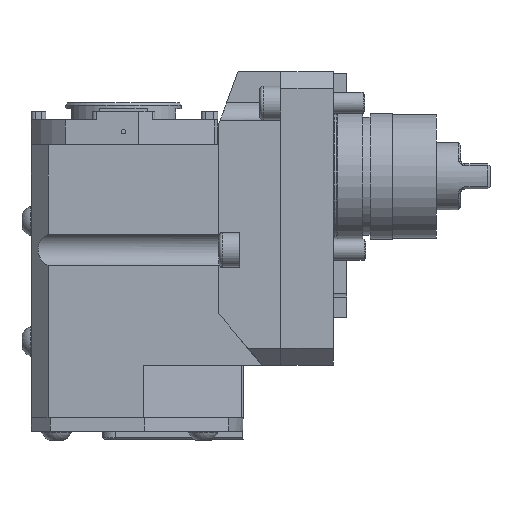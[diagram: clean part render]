
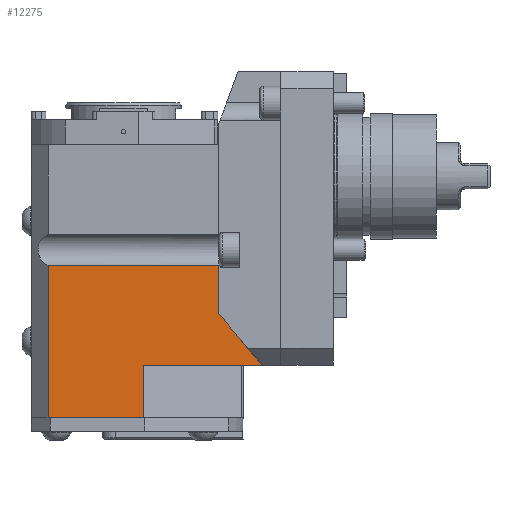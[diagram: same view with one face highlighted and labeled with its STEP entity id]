
A CAD part, left-side view. The second image highlights one B-rep face of the part: STEP entity #12275.
In plain terms, the highlighted planar face has unit normal (-1, 0, 0).
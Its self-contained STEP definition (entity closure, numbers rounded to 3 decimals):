
#669 = ORIENTED_EDGE ( 'NONE', *, *, #14056, .T. ) ;
#814 = VERTEX_POINT ( 'NONE', #13453 ) ;
#1763 = VERTEX_POINT ( 'NONE', #6837 ) ;
#2030 = VERTEX_POINT ( 'NONE', #8004 ) ;
#3814 = ORIENTED_EDGE ( 'NONE', *, *, #8268, .F. ) ;
#4152 = FACE_OUTER_BOUND ( 'NONE', #18798, .T. ) ;
#4390 = VECTOR ( 'NONE', #20015, 1000. ) ;
#4485 = CARTESIAN_POINT ( 'NONE',  ( -44., 144., -42.471 ) ) ;
#4623 = DIRECTION ( 'NONE',  ( 0., 1., 0. ) ) ;
#4730 = DIRECTION ( 'NONE',  ( 0., 1., 0. ) ) ;
#4812 = CARTESIAN_POINT ( 'NONE',  ( -44., 90.5, -90. ) ) ;
#5937 = VECTOR ( 'NONE', #24604, 1000. ) ;
#6106 = CARTESIAN_POINT ( 'NONE',  ( -44., 136., -115. ) ) ;
#6268 = DIRECTION ( 'NONE',  ( 0., 1., 0. ) ) ;
#6604 = LINE ( 'NONE', #19774, #18074 ) ;
#6837 = CARTESIAN_POINT ( 'NONE',  ( -44., 90.5, -115. ) ) ;
#7084 = ORIENTED_EDGE ( 'NONE', *, *, #24535, .T. ) ;
#7174 = CARTESIAN_POINT ( 'NONE',  ( -44., 136., -42.471 ) ) ;
#8004 = CARTESIAN_POINT ( 'NONE',  ( -44., 54.5, -65.5 ) ) ;
#8268 = EDGE_CURVE ( 'NONE', #22726, #13063, #13070, .T. ) ;
#8406 = CARTESIAN_POINT ( 'NONE',  ( -44., 135., -115. ) ) ;
#9678 = AXIS2_PLACEMENT_3D ( 'NONE', #15274, #19905, #21631 ) ;
#9738 = VECTOR ( 'NONE', #13028, 1000. ) ;
#10006 = LINE ( 'NONE', #4812, #4390 ) ;
#11111 = EDGE_CURVE ( 'NONE', #2030, #814, #24465, .T. ) ;
#11548 = VECTOR ( 'NONE', #4623, 1000. ) ;
#11964 = LINE ( 'NONE', #16157, #26386 ) ;
#12275 = ADVANCED_FACE ( 'Defeature completata1_15', ( #4152 ), #21782, .T. ) ;
#13028 = DIRECTION ( 'NONE',  ( 0., 0., 1. ) ) ;
#13063 = VERTEX_POINT ( 'NONE', #6106 ) ;
#13070 = LINE ( 'NONE', #28074, #20621 ) ;
#13345 = LINE ( 'NONE', #13628, #18758 ) ;
#13426 = EDGE_CURVE ( 'NONE', #2030, #27997, #19253, .T. ) ;
#13453 = CARTESIAN_POINT ( 'NONE',  ( -44., 33.942, -90. ) ) ;
#13628 = CARTESIAN_POINT ( 'NONE',  ( -44., 136., -115. ) ) ;
#14056 = EDGE_CURVE ( 'NONE', #27997, #20550, #28463, .T. ) ;
#15274 = CARTESIAN_POINT ( 'NONE',  ( -44., 54.5, -115. ) ) ;
#15463 = EDGE_CURVE ( 'NONE', #814, #17469, #11964, .T. ) ;
#16157 = CARTESIAN_POINT ( 'NONE',  ( -44., 84.5, -90. ) ) ;
#16749 = ORIENTED_EDGE ( 'NONE', *, *, #23855, .F. ) ;
#17162 = CARTESIAN_POINT ( 'NONE',  ( -44., 54.5, -42.471 ) ) ;
#17469 = VERTEX_POINT ( 'NONE', #21583 ) ;
#18074 = VECTOR ( 'NONE', #19634, 1000. ) ;
#18758 = VECTOR ( 'NONE', #26909, 1000. ) ;
#18798 = EDGE_LOOP ( 'NONE', ( #19418, #26193, #27537, #669, #7084, #3814, #19740, #16749 ) ) ;
#19253 = LINE ( 'NONE', #25876, #9738 ) ;
#19418 = ORIENTED_EDGE ( 'NONE', *, *, #15463, .F. ) ;
#19634 = DIRECTION ( 'NONE',  ( 0., 1., 0. ) ) ;
#19740 = ORIENTED_EDGE ( 'NONE', *, *, #20416, .F. ) ;
#19774 = CARTESIAN_POINT ( 'NONE',  ( -44., 54.5, -115. ) ) ;
#19905 = DIRECTION ( 'NONE',  ( -1., 0., 0. ) ) ;
#20015 = DIRECTION ( 'NONE',  ( 0., 0., -1. ) ) ;
#20038 = CARTESIAN_POINT ( 'NONE',  ( -44., 80.932, -34. ) ) ;
#20416 = EDGE_CURVE ( 'NONE', #1763, #22726, #6604, .T. ) ;
#20550 = VERTEX_POINT ( 'NONE', #7174 ) ;
#20621 = VECTOR ( 'NONE', #6268, 1000. ) ;
#21583 = CARTESIAN_POINT ( 'NONE',  ( -44., 90.5, -90. ) ) ;
#21631 = DIRECTION ( 'NONE',  ( 0., 0., 1. ) ) ;
#21782 = PLANE ( 'NONE',  #9678 ) ;
#22726 = VERTEX_POINT ( 'NONE', #8406 ) ;
#23855 = EDGE_CURVE ( 'NONE', #17469, #1763, #10006, .T. ) ;
#24465 = LINE ( 'NONE', #20038, #5937 ) ;
#24535 = EDGE_CURVE ( 'NONE', #20550, #13063, #13345, .T. ) ;
#24604 = DIRECTION ( 'NONE',  ( 0., -0.643, -0.766 ) ) ;
#25876 = CARTESIAN_POINT ( 'NONE',  ( -44., 54.5, -115. ) ) ;
#26193 = ORIENTED_EDGE ( 'NONE', *, *, #11111, .F. ) ;
#26386 = VECTOR ( 'NONE', #4730, 1000. ) ;
#26909 = DIRECTION ( 'NONE',  ( 0., 0., -1. ) ) ;
#27537 = ORIENTED_EDGE ( 'NONE', *, *, #13426, .T. ) ;
#27997 = VERTEX_POINT ( 'NONE', #17162 ) ;
#28074 = CARTESIAN_POINT ( 'NONE',  ( -44., 54.5, -115. ) ) ;
#28463 = LINE ( 'NONE', #4485, #11548 ) ;
